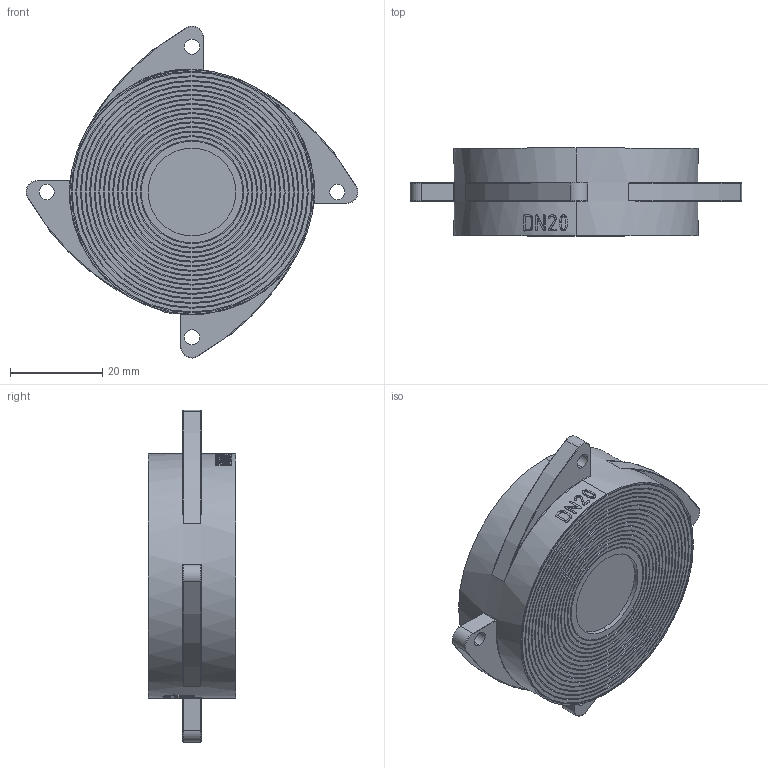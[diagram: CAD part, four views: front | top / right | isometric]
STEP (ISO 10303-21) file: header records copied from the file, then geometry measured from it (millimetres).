
FILE_DESCRIPTION (( 'STEP AP214' ), '1' );
FILE_NAME ('932-020.STEP', '2012-07-03T13:22:29', ( 'rals' ), ( 'Hewlett-Packard Company' ), 'SwSTEP 2.0', 'SolidWorks 2011', '' );
FILE_SCHEMA (( 'AUTOMOTIVE_DESIGN' ));
Length unit declared in the file: millimetre
Products named in the file (1): 932-020
Bounding box: 72 x 19 x 72 mm (x, y, z)
Volume: 41865.8 mm3; surface area: 9508.9 mm2
Topology: 1 solids, 1 shells, 245 faces, 579 edges, 364 vertices
Faces by surface type: torus 78, bspline 65, plane 60, cylinder 42
Entity records: 12330 total; most frequent: CARTESIAN_POINT 6991, ORIENTED_EDGE 1142, DIRECTION 1041, EDGE_CURVE 571, AXIS2_PLACEMENT_3D 481, VERTEX_POINT 364, CIRCLE 300, EDGE_LOOP 289
